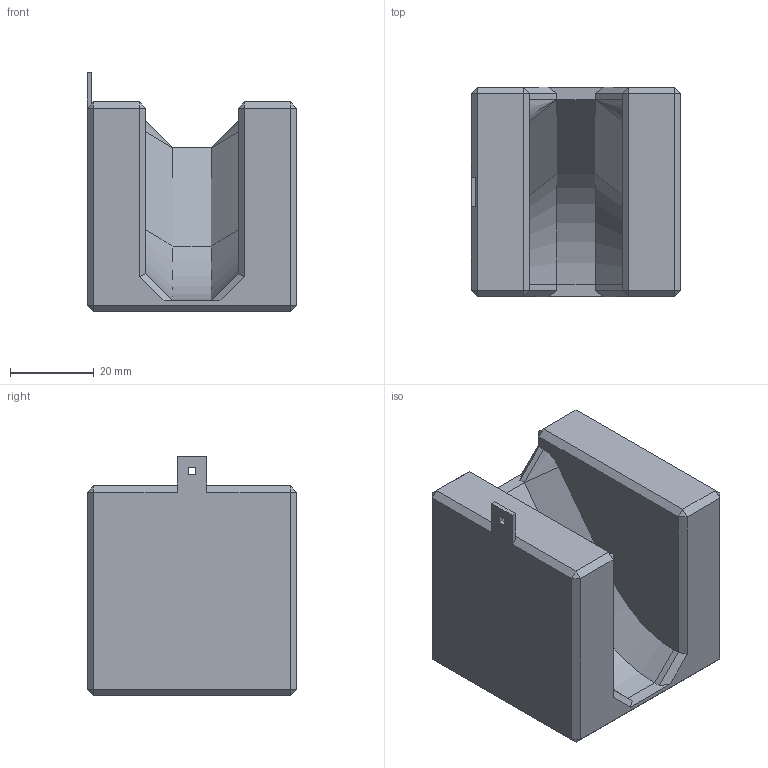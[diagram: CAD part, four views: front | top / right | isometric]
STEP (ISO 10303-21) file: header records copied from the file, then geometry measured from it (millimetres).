
FILE_DESCRIPTION (( 'STEP AP214' ), '1' );
FILE_NAME ('Cuboro_23.STEP', '2022-02-24T20:06:02', ( '' ), ( '' ), 'SwSTEP 2.0', 'SolidWorks 2019', '' );
FILE_SCHEMA (( 'AUTOMOTIVE_DESIGN' ));
Length unit declared in the file: millimetre
Products named in the file (1): Cuboro_23
Bounding box: 50 x 50 x 57 mm (x, y, z)
Volume: 89019.9 mm3; surface area: 16526.4 mm2
Topology: 1 solids, 1 shells, 67 faces, 149 edges, 82 vertices
Faces by surface type: plane 62, cone 4, cylinder 1
Entity records: 1781 total; most frequent: CARTESIAN_POINT 297, ORIENTED_EDGE 294, DIRECTION 289, EDGE_CURVE 147, LINE 141, VECTOR 141, VERTEX_POINT 82, AXIS2_PLACEMENT_3D 74
